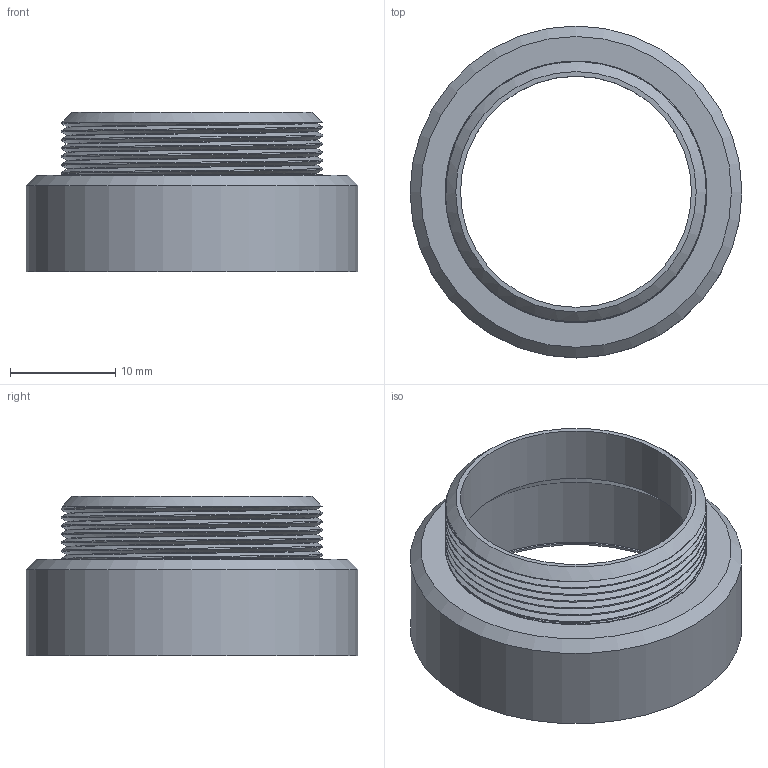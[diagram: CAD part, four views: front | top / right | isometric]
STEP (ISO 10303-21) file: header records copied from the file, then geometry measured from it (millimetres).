
FILE_DESCRIPTION(/* description */ ('STEP AP242','CAx-IF Rec.Pracs.---Representation and Presentation of Product Manufacturing Information (PMI)---4.0---2014-10-13','CAx-IF Rec.Pracs.---3D Tessellated Geometry---0.4---2014-09-14','2;1'),/* implementation_level */ '2;1');
FILE_NAME(/* name */ '62bf59be6f73182d39cb8126',/* time_stamp */ '2022-07-01T20:31:58+00:00',/* author */ (''),/* organization */ (''),/* preprocessor_version */ 'ST-DEVELOPER v18.102',/* originating_system */ ' ',/* authorisation */ ' ');
FILE_SCHEMA (('AP242_MANAGED_MODEL_BASED_3D_ENGINEERING_MIM_LF { 1 0 10303 442 1 1 4 }'));
Length unit declared in the file: metre
Products named in the file (1): C_Mount_telescope_adapter v7
Bounding box: 31.6 x 31.6 x 15.2 mm (x, y, z)
Volume: 2252.6 mm3; surface area: 3599.9 mm2
Topology: 1 solids, 1 shells, 24 faces, 59 edges, 40 vertices
Faces by surface type: cylinder 12, plane 7, cone 3, bspline 2
Full cylindrical faces by diameter (mm): 22 x1, 24.896 x6, 27.5 x1, 27.9 x1, 31.6 x1
Entity records: 3735 total; most frequent: CARTESIAN_POINT 3369, DIRECTION 68, ORIENTED_EDGE 58, AXIS2_PLACEMENT_3D 34, EDGE_LOOP 31, FACE_BOUND 31, EDGE_CURVE 29, VERTEX_POINT 24
